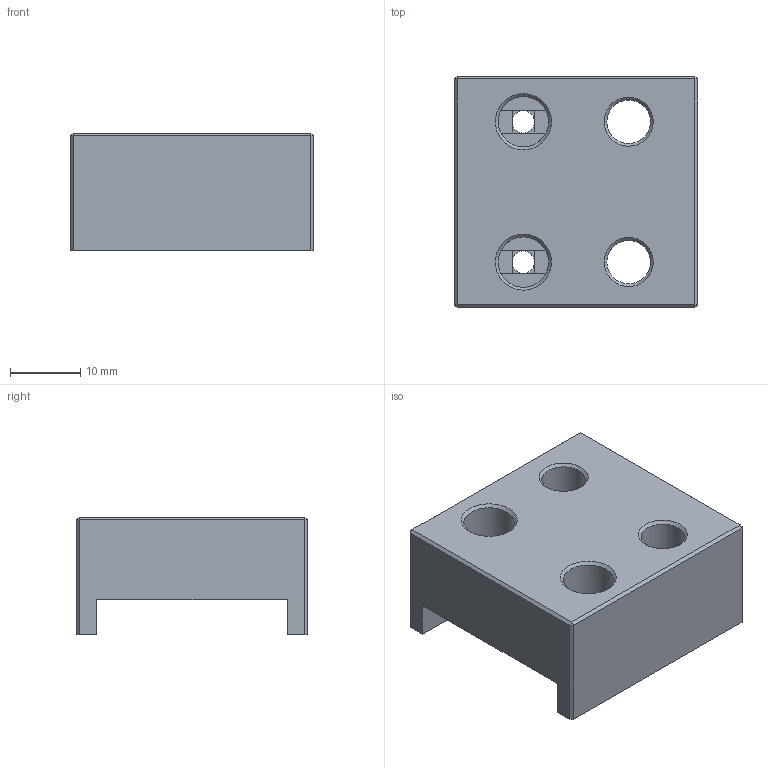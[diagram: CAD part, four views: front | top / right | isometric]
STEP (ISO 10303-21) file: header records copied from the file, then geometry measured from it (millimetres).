
FILE_DESCRIPTION(('FreeCAD Model'),'2;1');
FILE_NAME('12C-block.step','2020-04-13T20:43:12',('Author'),(''), 'Open CASCADE STEP processor 7.3','FreeCAD','Unknown');
FILE_SCHEMA(('AUTOMOTIVE_DESIGN { 1 0 10303 214 1 1 1 1 }'));
Length unit declared in the file: millimetre
Products named in the file (1): block-12C-rev-1-exp
Bounding box: 34.7 x 33 x 16.8 mm (x, y, z)
Volume: 13233.7 mm3; surface area: 5257.6 mm2
Topology: 1 solids, 1 shells, 56 faces, 136 edges, 82 vertices
Faces by surface type: plane 46, cylinder 6, cone 4
Full cylindrical faces by diameter (mm): 3.2 x2, 6.2 x2, 7.2 x2
Entity records: 3734 total; most frequent: CARTESIAN_POINT 603, DIRECTION 496, LINE 296, VECTOR 296, ORIENTED_EDGE 272, PCURVE 272, DEFINITIONAL_REPRESENTATION 272, EDGE_CURVE 136
